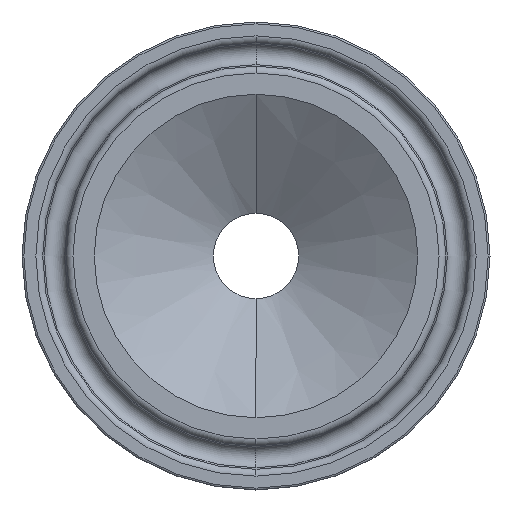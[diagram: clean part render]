
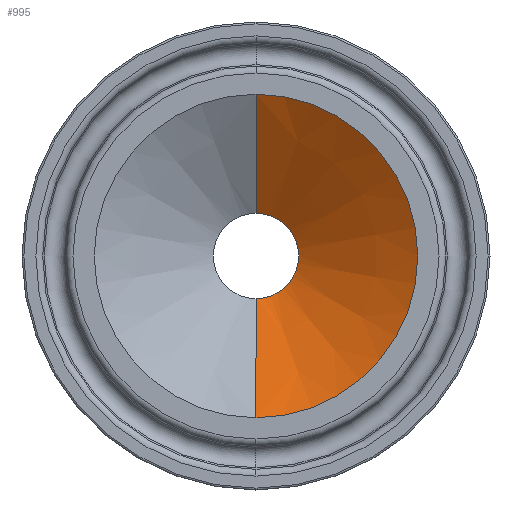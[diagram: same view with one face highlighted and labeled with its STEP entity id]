
A CAD part, left-side view. The second image highlights one B-rep face of the part: STEP entity #995.
In plain terms, the highlighted conical face has half-angle 58.095 degrees and reference radius 4.6 mm.
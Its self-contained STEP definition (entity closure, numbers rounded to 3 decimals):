
#12 = AXIS2_PLACEMENT_3D ( 'NONE', #419, #426, #259 ) ;
#29 = CARTESIAN_POINT ( 'NONE',  ( 8., 0., 4.6 ) ) ;
#70 = CIRCLE ( 'NONE', #710, 17.45 ) ;
#95 = DIRECTION ( 'NONE',  ( -0.529, 0., -0.849 ) ) ;
#99 = EDGE_CURVE ( 'NONE', #721, #312, #224, .T. ) ;
#224 = LINE ( 'NONE', #550, #939 ) ;
#241 = DIRECTION ( 'NONE',  ( -1., 0., 0. ) ) ;
#259 = DIRECTION ( 'NONE',  ( 0., 0., 1. ) ) ;
#289 = DIRECTION ( 'NONE',  ( -1., 0., 0. ) ) ;
#312 = VERTEX_POINT ( 'NONE', #575 ) ;
#313 = CARTESIAN_POINT ( 'NONE',  ( 8., 0., 0. ) ) ;
#316 = FACE_OUTER_BOUND ( 'NONE', #481, .T. ) ;
#324 = ORIENTED_EDGE ( 'NONE', *, *, #789, .T. ) ;
#365 = CIRCLE ( 'NONE', #12, 4.6 ) ;
#369 = EDGE_CURVE ( 'NONE', #911, #721, #365, .T. ) ;
#419 = CARTESIAN_POINT ( 'NONE',  ( 8., 0., 0. ) ) ;
#426 = DIRECTION ( 'NONE',  ( -1., 0., 0. ) ) ;
#457 = DIRECTION ( 'NONE',  ( 0., 0., 1. ) ) ;
#475 = CARTESIAN_POINT ( 'NONE',  ( 8., 0., -4.6 ) ) ;
#481 = EDGE_LOOP ( 'NONE', ( #576, #958, #324, #931 ) ) ;
#529 = CARTESIAN_POINT ( 'NONE',  ( 0., 0., 0. ) ) ;
#550 = CARTESIAN_POINT ( 'NONE',  ( 8., 0., 4.6 ) ) ;
#562 = VERTEX_POINT ( 'NONE', #832 ) ;
#575 = CARTESIAN_POINT ( 'NONE',  ( 0., 0., 17.45 ) ) ;
#576 = ORIENTED_EDGE ( 'NONE', *, *, #369, .F. ) ;
#592 = AXIS2_PLACEMENT_3D ( 'NONE', #313, #241, #457 ) ;
#594 = EDGE_CURVE ( 'NONE', #911, #562, #986, .T. ) ;
#628 = DIRECTION ( 'NONE',  ( -0.529, 0., 0.849 ) ) ;
#671 = VECTOR ( 'NONE', #95, 1000. ) ;
#710 = AXIS2_PLACEMENT_3D ( 'NONE', #529, #289, #959 ) ;
#711 = CONICAL_SURFACE ( 'NONE', #592, 4.6, 1.014 ) ;
#721 = VERTEX_POINT ( 'NONE', #29 ) ;
#789 = EDGE_CURVE ( 'NONE', #562, #312, #70, .T. ) ;
#832 = CARTESIAN_POINT ( 'NONE',  ( 0., 0., -17.45 ) ) ;
#911 = VERTEX_POINT ( 'NONE', #1045 ) ;
#931 = ORIENTED_EDGE ( 'NONE', *, *, #99, .F. ) ;
#939 = VECTOR ( 'NONE', #628, 1000. ) ;
#958 = ORIENTED_EDGE ( 'NONE', *, *, #594, .T. ) ;
#959 = DIRECTION ( 'NONE',  ( 0., 0., 1. ) ) ;
#986 = LINE ( 'NONE', #475, #671 ) ;
#995 = ADVANCED_FACE ( 'NONE', ( #316 ), #711, .F. ) ;
#1045 = CARTESIAN_POINT ( 'NONE',  ( 8., 0., -4.6 ) ) ;
